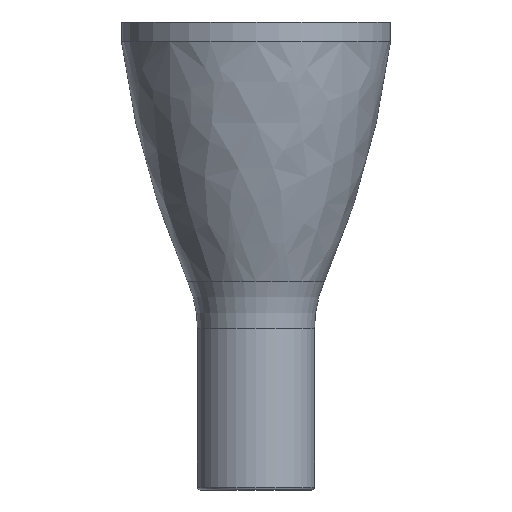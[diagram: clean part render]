
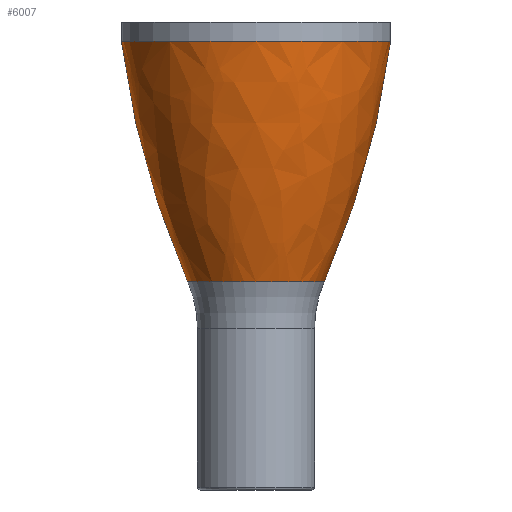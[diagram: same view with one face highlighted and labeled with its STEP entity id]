
A CAD part, left-side view. The second image highlights one B-rep face of the part: STEP entity #6007.
In plain terms, the highlighted free-form (B-spline) face has degree [3, 3] with [7, 4] control points.
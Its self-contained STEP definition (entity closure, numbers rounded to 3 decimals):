
#1946=CARTESIAN_POINT('',(0.,0.,-44.411));
#1947=DIRECTION('',(0.,0.,-1.));
#1948=DIRECTION('',(0.,-1.,0.));
#1949=AXIS2_PLACEMENT_3D('',#1946,#1947,#1948);
#1951=CARTESIAN_POINT('',(0.,-125.805,
15.594));
#1952=DIRECTION('',(1.,0.,0.));
#1953=DIRECTION('',(0.,0.917,-0.4));
#1954=AXIS2_PLACEMENT_3D('',#1951,#1952,#1953);
#1956=CARTESIAN_POINT('',(0.,125.805,
15.594));
#1957=DIRECTION('',(-1.,0.,0.));
#1958=DIRECTION('',(0.,-0.917,-0.4));
#1959=AXIS2_PLACEMENT_3D('',#1956,#1957,#1958);
#1984=CARTESIAN_POINT('',(0.,0.,-3.3));
#1985=DIRECTION('',(0.,0.,1.));
#1986=DIRECTION('',(0.,1.,0.));
#1987=AXIS2_PLACEMENT_3D('',#1984,#1985,#1986);
#4963=CARTESIAN_POINT('',(0.,23.,-3.3));
#4965=VERTEX_POINT('',#4963);
#4975=CARTESIAN_POINT('',(0.,-23.,-3.3));
#4977=VERTEX_POINT('',#4975);
#5009=CARTESIAN_POINT('',(0.,-11.67,-44.411));
#5010=CARTESIAN_POINT('',(0.,11.67,-44.411));
#5011=VERTEX_POINT('',#5009);
#5012=VERTEX_POINT('',#5010);
#5969=CARTESIAN_POINT('',(1.451,-23.06,
-2.451));
#5970=CARTESIAN_POINT('',(1.338,-21.272,
-17.231));
#5971=CARTESIAN_POINT('',(1.09,-17.325,
-31.583));
#5972=CARTESIAN_POINT('',(0.711,-11.303,
-45.194));
#5973=CARTESIAN_POINT('',(-12.74,-23.953,
-2.451));
#5974=CARTESIAN_POINT('',(-11.753,-22.096,
-17.231));
#5975=CARTESIAN_POINT('',(-9.572,-17.995,
-31.583));
#5976=CARTESIAN_POINT('',(-6.245,-11.741,
-45.194));
#5977=CARTESIAN_POINT('',(-23.105,-14.219,
-2.451));
#5978=CARTESIAN_POINT('',(-21.314,-13.117,
-17.231));
#5979=CARTESIAN_POINT('',(-17.359,-10.683,
-31.583));
#5980=CARTESIAN_POINT('',(-11.325,-6.97,
-45.194));
#5981=CARTESIAN_POINT('',(-23.105,0.,-2.451));
#5982=CARTESIAN_POINT('',(-21.314,0.,-17.231));
#5983=CARTESIAN_POINT('',(-17.359,0.,-31.583));
#5984=CARTESIAN_POINT('',(-11.325,0.,-45.194));
#5985=CARTESIAN_POINT('',(-23.105,14.219,
-2.451));
#5986=CARTESIAN_POINT('',(-21.314,13.117,
-17.231));
#5987=CARTESIAN_POINT('',(-17.359,10.683,
-31.583));
#5988=CARTESIAN_POINT('',(-11.325,6.97,
-45.194));
#5989=CARTESIAN_POINT('',(-12.74,23.953,
-2.451));
#5990=CARTESIAN_POINT('',(-11.753,22.096,
-17.231));
#5991=CARTESIAN_POINT('',(-9.572,17.995,
-31.583));
#5992=CARTESIAN_POINT('',(-6.245,11.741,
-45.194));
#5993=CARTESIAN_POINT('',(1.451,23.06,-2.451));
#5994=CARTESIAN_POINT('',(1.338,21.272,-17.231));
#5995=CARTESIAN_POINT('',(1.09,17.325,-31.583));
#5996=CARTESIAN_POINT('',(0.711,11.303,
-45.194));
#5997=(BOUNDED_SURFACE()B_SPLINE_SURFACE(3,3,((#5969,#5970,#5971,#5972),(#5973,
#5974,#5975,#5976),(#5977,#5978,#5979,#5980),(#5981,#5982,#5983,#5984),(#5985,
#5986,#5987,#5988),(#5989,#5990,#5991,#5992),(#5993,#5994,#5995,#5996)),
.UNSPECIFIED.,.F.,.F.,.F.)B_SPLINE_SURFACE_WITH_KNOTS((4,3,4),(4,4),(0.,1.,
2.),(0.,1.),.UNSPECIFIED.)GEOMETRIC_REPRESENTATION_ITEM()RATIONAL_B_SPLINE_SURFACE(((1.194,1.185,1.185,1.194),(
0.943,0.936,0.936,0.943),(
0.943,0.936,0.936,0.943),(
1.194,1.185,1.185,1.194),(
0.943,0.936,0.936,0.943),(
0.943,0.936,0.936,0.943),(
1.194,1.185,1.185,1.194)))REPRESENTATION_ITEM('')SURFACE());
#5998=ORIENTED_EDGE('',*,*,#5959,.T.);
#6000=ORIENTED_EDGE('',*,*,#5999,.T.);
#6002=ORIENTED_EDGE('',*,*,#6001,.T.);
#6004=ORIENTED_EDGE('',*,*,#6003,.F.);
#6005=EDGE_LOOP('',(#5998,#6000,#6002,#6004));
#6006=FACE_OUTER_BOUND('',#6005,.F.);
#6007=ADVANCED_FACE('',(#6006),#5997,.T.);
#1950=CIRCLE('',#1949,11.67);
#1955=CIRCLE('',#1954,150.);
#1960=CIRCLE('',#1959,150.);
#1988=CIRCLE('',#1987,23.);
#5959=EDGE_CURVE('',#5011,#5012,#1950,.T.);
#5999=EDGE_CURVE('',#5012,#4965,#1955,.T.);
#6001=EDGE_CURVE('',#4965,#4977,#1988,.T.);
#6003=EDGE_CURVE('',#5011,#4977,#1960,.T.);
